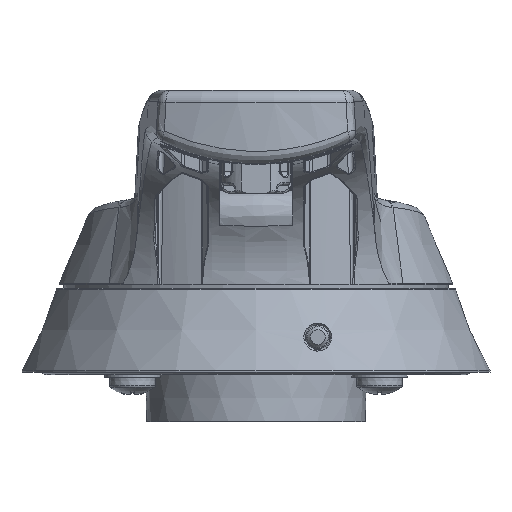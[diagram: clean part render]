
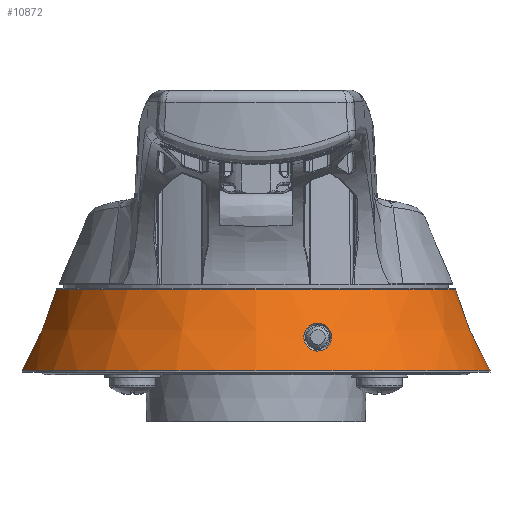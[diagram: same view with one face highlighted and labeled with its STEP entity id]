
A CAD part, front view. The second image highlights one B-rep face of the part: STEP entity #10872.
In plain terms, the highlighted conical face has half-angle 23 degrees and reference radius 32.25 mm.
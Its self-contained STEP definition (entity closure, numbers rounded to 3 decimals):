
#2554=FACE_BOUND('',#15931,.T.);
#2555=FACE_BOUND('',#15932,.T.);
#2556=FACE_BOUND('',#15933,.T.);
#8752=CONICAL_SURFACE('',#45599,32.25,23.);
#8976=CIRCLE('',#45597,37.896);
#8977=CIRCLE('',#45598,32.302);
#10872=ADVANCED_FACE('',(#2554,#2555,#2556),#8752,.T.);
#15931=EDGE_LOOP('',(#19065));
#15932=EDGE_LOOP('',(#19066));
#15933=EDGE_LOOP('',(#19067));
#19065=ORIENTED_EDGE('',*,*,#36107,.T.);
#19066=ORIENTED_EDGE('',*,*,#36108,.T.);
#19067=ORIENTED_EDGE('',*,*,#36109,.F.);
#31268=VERTEX_POINT('',#61940);
#31269=VERTEX_POINT('',#61942);
#31270=VERTEX_POINT('',#61944);
#36107=EDGE_CURVE('',#31268,#31268,#43188,.T.);
#36108=EDGE_CURVE('',#31269,#31269,#8976,.T.);
#36109=EDGE_CURVE('',#31270,#31270,#8977,.T.);
#43188=B_SPLINE_CURVE_WITH_KNOTS('',3,(#61921,#61922,#61923,#61924,#61925,
#61926,#61927,#61928,#61929,#61930,#61931,#61932,#61933,#61934,#61935,#61936,
#61937,#61938,#61939),.UNSPECIFIED.,.T.,.F.,(1,3,3,3,3,3,3,3,1),(-0.167,
0.,0.167,0.333,0.5,0.667,0.833,
1.,1.167),.UNSPECIFIED.);
#45597=AXIS2_PLACEMENT_3D('',#61941,#50129,#50130);
#45598=AXIS2_PLACEMENT_3D('',#61943,#50131,#50132);
#45599=AXIS2_PLACEMENT_3D('',#61945,#50133,#50134);
#50129=DIRECTION('',(0.,0.,1.));
#50130=DIRECTION('',(0.,-1.,0.));
#50131=DIRECTION('',(0.,0.,1.));
#50132=DIRECTION('',(-1.,0.,0.));
#50133=DIRECTION('',(0.,0.,-1.));
#50134=DIRECTION('',(-1.,0.,0.));
#61921=CARTESIAN_POINT('',(6.111,-33.291,-7.574));
#61922=CARTESIAN_POINT('',(6.277,-33.742,-8.706));
#61923=CARTESIAN_POINT('',(5.528,-34.539,-9.841));
#61924=CARTESIAN_POINT('',(4.365,-35.001,-10.098));
#61925=CARTESIAN_POINT('',(3.784,-35.232,-10.226));
#61926=CARTESIAN_POINT('',(3.125,-35.354,-10.103));
#61927=CARTESIAN_POINT('',(2.617,-35.329,-9.758));
#61928=CARTESIAN_POINT('',(2.109,-35.304,-9.414));
#61929=CARTESIAN_POINT('',(1.759,-35.127,-8.831));
#61930=CARTESIAN_POINT('',(1.665,-34.901,-8.263));
#61931=CARTESIAN_POINT('',(1.476,-34.449,-7.127));
#61932=CARTESIAN_POINT('',(2.26,-33.77,-5.939));
#61933=CARTESIAN_POINT('',(3.434,-33.327,-5.696));
#61934=CARTESIAN_POINT('',(4.021,-33.105,-5.575));
#61935=CARTESIAN_POINT('',(4.68,-32.954,-5.711));
#61936=CARTESIAN_POINT('',(5.177,-32.94,-6.058));
#61937=CARTESIAN_POINT('',(5.674,-32.925,-6.405));
#61938=CARTESIAN_POINT('',(6.028,-33.062,-7.001));
#61939=CARTESIAN_POINT('',(6.111,-33.291,-7.574));
#61940=CARTESIAN_POINT('',(6.111,-33.291,-7.574));
#61941=CARTESIAN_POINT('',(-6.115,0.,-13.3));
#61942=CARTESIAN_POINT('',(-6.115,-37.896,-13.3));
#61943=CARTESIAN_POINT('',(-6.115,0.,-0.122));
#61944=CARTESIAN_POINT('',(26.187,0.,-0.122));
#61945=CARTESIAN_POINT('',(-6.115,0.,0.));
